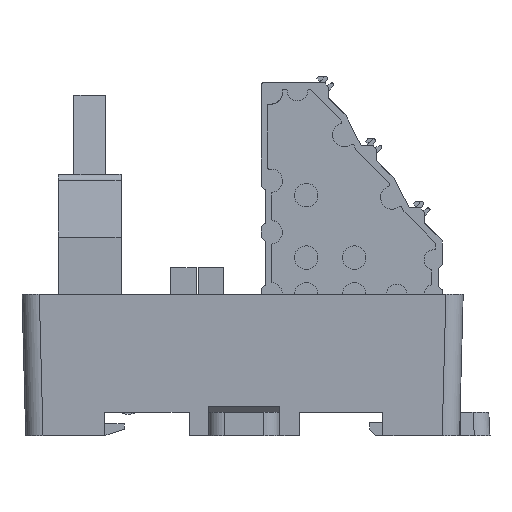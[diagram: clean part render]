
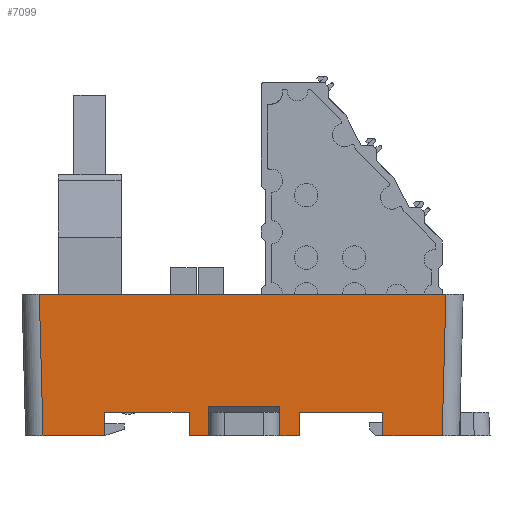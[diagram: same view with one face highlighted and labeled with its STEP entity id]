
A CAD part, left-side view. The second image highlights one B-rep face of the part: STEP entity #7099.
In plain terms, the highlighted planar face has unit normal (-1, 0, -0.026).
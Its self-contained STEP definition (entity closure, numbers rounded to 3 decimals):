
#4348=FACE_OUTER_BOUND('',#13381,.T.);
#7099=ADVANCED_FACE('',(#4348),#9913,.T.);
#9913=PLANE('',#56939);
#13381=EDGE_LOOP('',(#16992,#16993,#16994,#16995,#16996,#16997,#16998,#16999,
#17000,#17001,#17002,#17003,#17004,#17005,#17006,#17007));
#16992=ORIENTED_EDGE('',*,*,#37874,.T.);
#16993=ORIENTED_EDGE('',*,*,#37875,.T.);
#16994=ORIENTED_EDGE('',*,*,#37841,.T.);
#16995=ORIENTED_EDGE('',*,*,#37796,.F.);
#16996=ORIENTED_EDGE('',*,*,#37876,.F.);
#16997=ORIENTED_EDGE('',*,*,#37877,.F.);
#16998=ORIENTED_EDGE('',*,*,#37878,.F.);
#16999=ORIENTED_EDGE('',*,*,#37828,.T.);
#17000=ORIENTED_EDGE('',*,*,#37879,.F.);
#17001=ORIENTED_EDGE('',*,*,#37837,.T.);
#17002=ORIENTED_EDGE('',*,*,#37880,.F.);
#17003=ORIENTED_EDGE('',*,*,#37881,.T.);
#17004=ORIENTED_EDGE('',*,*,#37882,.F.);
#17005=ORIENTED_EDGE('',*,*,#37883,.T.);
#17006=ORIENTED_EDGE('',*,*,#37860,.T.);
#17007=ORIENTED_EDGE('',*,*,#37884,.T.);
#32456=VERTEX_POINT('',#75542);
#32457=VERTEX_POINT('',#75544);
#32488=VERTEX_POINT('',#75609);
#32489=VERTEX_POINT('',#75611);
#32497=VERTEX_POINT('',#75628);
#32498=VERTEX_POINT('',#75630);
#32500=VERTEX_POINT('',#75638);
#32515=VERTEX_POINT('',#75672);
#32516=VERTEX_POINT('',#75674);
#32526=VERTEX_POINT('',#75700);
#32527=VERTEX_POINT('',#75701);
#32528=VERTEX_POINT('',#75704);
#32529=VERTEX_POINT('',#75706);
#32530=VERTEX_POINT('',#75710);
#32531=VERTEX_POINT('',#75712);
#32532=VERTEX_POINT('',#75714);
#37796=EDGE_CURVE('',#32456,#32457,#45624,.T.);
#37828=EDGE_CURVE('',#32489,#32488,#45656,.T.);
#37837=EDGE_CURVE('',#32498,#32497,#45665,.T.);
#37841=EDGE_CURVE('',#32500,#32457,#45669,.T.);
#37860=EDGE_CURVE('',#32516,#32515,#45685,.T.);
#37874=EDGE_CURVE('',#32526,#32527,#45699,.T.);
#37875=EDGE_CURVE('',#32527,#32500,#45700,.T.);
#37876=EDGE_CURVE('',#32528,#32456,#45701,.T.);
#37877=EDGE_CURVE('',#32529,#32528,#45702,.T.);
#37878=EDGE_CURVE('',#32489,#32529,#45703,.T.);
#37879=EDGE_CURVE('',#32498,#32488,#45704,.T.);
#37880=EDGE_CURVE('',#32530,#32497,#45705,.T.);
#37881=EDGE_CURVE('',#32530,#32531,#45706,.T.);
#37882=EDGE_CURVE('',#32532,#32531,#45707,.T.);
#37883=EDGE_CURVE('',#32532,#32516,#45708,.T.);
#37884=EDGE_CURVE('',#32515,#32526,#45709,.T.);
#45624=LINE('',#75543,#51393);
#45656=LINE('',#75610,#51425);
#45665=LINE('',#75629,#51434);
#45669=LINE('',#75637,#51438);
#45685=LINE('',#75673,#51454);
#45699=LINE('',#75699,#51468);
#45700=LINE('',#75702,#51469);
#45701=LINE('',#75703,#51470);
#45702=LINE('',#75705,#51471);
#45703=LINE('',#75707,#51472);
#45704=LINE('',#75708,#51473);
#45705=LINE('',#75709,#51474);
#45706=LINE('',#75711,#51475);
#45707=LINE('',#75713,#51476);
#45708=LINE('',#75715,#51477);
#45709=LINE('',#75716,#51478);
#51393=VECTOR('',#61299,1.);
#51425=VECTOR('',#61337,1.);
#51434=VECTOR('',#61348,1.);
#51438=VECTOR('',#61356,1.);
#51454=VECTOR('',#61380,1.);
#51468=VECTOR('',#61398,1.);
#51469=VECTOR('',#61399,1.);
#51470=VECTOR('',#61400,1.);
#51471=VECTOR('',#61401,1.);
#51472=VECTOR('',#61402,1.);
#51473=VECTOR('',#61403,1.);
#51474=VECTOR('',#61404,1.);
#51475=VECTOR('',#61405,1.);
#51476=VECTOR('',#61406,1.);
#51477=VECTOR('',#61407,1.);
#51478=VECTOR('',#61408,1.);
#56939=AXIS2_PLACEMENT_3D('',#75717,#61409,#61410);
#61299=DIRECTION('',(0.026,0.,-1.));
#61337=DIRECTION('',(-0.026,0.,1.));
#61348=DIRECTION('',(0.026,0.,-1.));
#61356=DIRECTION('',(0.,-1.,0.));
#61380=DIRECTION('',(0.,-1.,0.));
#61398=DIRECTION('',(0.,1.,0.));
#61399=DIRECTION('',(0.026,-0.026,-0.999));
#61400=DIRECTION('',(0.,1.,0.));
#61401=DIRECTION('',(-0.026,0.,1.));
#61402=DIRECTION('',(0.,1.,0.));
#61403=DIRECTION('',(0.,1.,0.));
#61404=DIRECTION('',(0.,1.,0.));
#61405=DIRECTION('',(-0.026,0.,1.));
#61406=DIRECTION('',(0.,1.,0.));
#61407=DIRECTION('',(0.026,0.,-1.));
#61408=DIRECTION('',(-0.026,-0.026,0.999));
#61409=DIRECTION('',(-1.,0.,-0.026));
#61410=DIRECTION('',(0.026,0.,-1.));
#75542=CARTESIAN_POINT('',(-46.007,45.6,-15.));
#75543=CARTESIAN_POINT('',(-45.994,45.6,-15.49));
#75544=CARTESIAN_POINT('',(-45.929,45.6,-18.));
#75609=CARTESIAN_POINT('',(-46.026,32.4,-14.274));
#75610=CARTESIAN_POINT('',(-46.4,32.4,-0.003));
#75611=CARTESIAN_POINT('',(-45.929,32.4,-18.));
#75628=CARTESIAN_POINT('',(-45.929,23.3,-18.));
#75629=CARTESIAN_POINT('',(-46.4,23.3,-0.003));
#75630=CARTESIAN_POINT('',(-46.026,23.3,-14.274));
#75637=CARTESIAN_POINT('',(-45.929,28.35,-18.));
#75638=CARTESIAN_POINT('',(-45.929,53.429,-18.));
#75672=CARTESIAN_POINT('',(-45.929,2.671,-18.));
#75673=CARTESIAN_POINT('',(-45.929,27.85,-18.));
#75674=CARTESIAN_POINT('',(-45.929,10.2,-18.));
#75699=CARTESIAN_POINT('',(-46.4,28.35,0.));
#75700=CARTESIAN_POINT('',(-46.4,2.199,0.));
#75701=CARTESIAN_POINT('',(-46.4,53.901,0.));
#75702=CARTESIAN_POINT('',(-46.383,53.884,-0.66));
#75703=CARTESIAN_POINT('',(-46.007,27.85,-15.));
#75704=CARTESIAN_POINT('',(-46.007,34.85,-15.));
#75705=CARTESIAN_POINT('',(-46.4,34.85,-0.003));
#75706=CARTESIAN_POINT('',(-45.929,34.85,-18.));
#75707=CARTESIAN_POINT('',(-45.929,27.85,-18.));
#75708=CARTESIAN_POINT('',(-46.026,237.295,-14.274));
#75709=CARTESIAN_POINT('',(-45.929,27.85,-18.));
#75710=CARTESIAN_POINT('',(-45.929,20.85,-18.));
#75711=CARTESIAN_POINT('',(-45.917,20.85,-18.461));
#75712=CARTESIAN_POINT('',(-46.007,20.85,-15.));
#75713=CARTESIAN_POINT('',(-46.007,27.85,-15.));
#75714=CARTESIAN_POINT('',(-46.007,10.2,-15.));
#75715=CARTESIAN_POINT('',(-46.4,10.2,-0.003));
#75716=CARTESIAN_POINT('',(-46.383,2.217,-0.66));
#75717=CARTESIAN_POINT('',(-46.4,28.35,-0.003));
